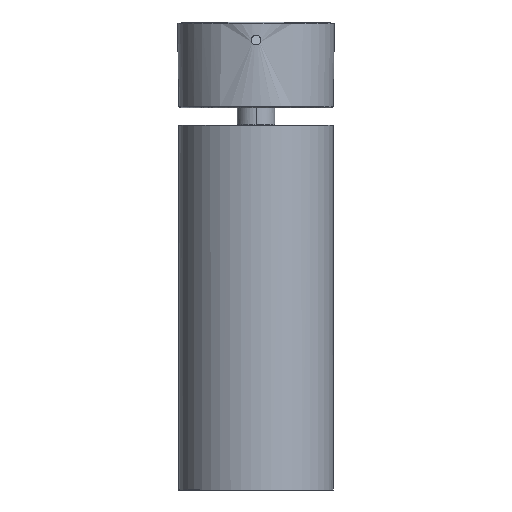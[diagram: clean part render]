
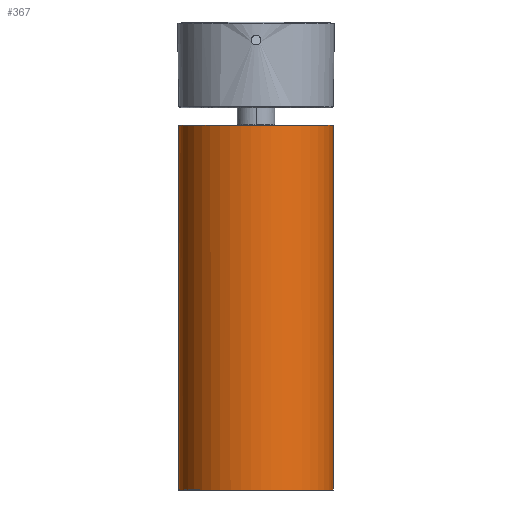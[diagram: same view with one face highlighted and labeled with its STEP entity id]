
A CAD part, front view. The second image highlights one B-rep face of the part: STEP entity #367.
In plain terms, the highlighted free-form (B-spline) face has degree [2, 1] with [5, 2] control points.
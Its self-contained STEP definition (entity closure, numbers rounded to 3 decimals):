
#17=(
BOUNDED_SURFACE()
B_SPLINE_SURFACE(2,1,((#3109,#3110),(#3111,#3112),(#3113,#3114),(#3115,
#3116),(#3117,#3118)),.UNSPECIFIED.,.F.,.F.,.F.)
B_SPLINE_SURFACE_WITH_KNOTS((3,2,3),(2,2),(86.394,129.591,
172.788),(0.,157.219),.UNSPECIFIED.)
GEOMETRIC_REPRESENTATION_ITEM()
RATIONAL_B_SPLINE_SURFACE(((1.,1.),(0.707,0.707),
(1.,1.),(0.707,0.707),(1.,1.)))
REPRESENTATION_ITEM('')
SURFACE()
);
#367=ADVANCED_FACE('',(#434),#17,.T.);
#434=FACE_OUTER_BOUND('',#482,.T.);
#482=EDGE_LOOP('',(#632,#633,#634,#635));
#632=ORIENTED_EDGE('',*,*,#1132,.T.);
#633=ORIENTED_EDGE('',*,*,#1140,.T.);
#634=ORIENTED_EDGE('',*,*,#1135,.T.);
#635=ORIENTED_EDGE('',*,*,#1141,.F.);
#1132=EDGE_CURVE('',#2110,#2109,#1847,.T.);
#1135=EDGE_CURVE('',#2113,#2118,#1849,.T.);
#1140=EDGE_CURVE('',#2109,#2113,#1577,.T.);
#1141=EDGE_CURVE('',#2110,#2118,#1578,.T.);
#1577=B_SPLINE_CURVE_WITH_KNOTS('',1,(#3167,#3168),.UNSPECIFIED.,.F.,.F.,
(2,2),(13.61,143.61),.UNSPECIFIED.);
#1578=B_SPLINE_CURVE_WITH_KNOTS('',1,(#3169,#3170),.UNSPECIFIED.,.F.,.F.,
(2,2),(13.61,143.61),.UNSPECIFIED.);
#1847=(
BOUNDED_CURVE()
B_SPLINE_CURVE(2,(#3134,#3135,#3136,#3137,#3138),.UNSPECIFIED.,.F.,.F.)
B_SPLINE_CURVE_WITH_KNOTS((3,2,3),(86.394,129.591,172.788),
 .UNSPECIFIED.)
CURVE()
GEOMETRIC_REPRESENTATION_ITEM()
RATIONAL_B_SPLINE_CURVE((1.,0.707,1.,0.707,1.))
REPRESENTATION_ITEM('')
);
#1849=(
BOUNDED_CURVE()
B_SPLINE_CURVE(2,(#3146,#3147,#3148,#3149,#3150),.UNSPECIFIED.,.F.,.F.)
B_SPLINE_CURVE_WITH_KNOTS((3,2,3),(34.769,77.966,121.163),
 .UNSPECIFIED.)
CURVE()
GEOMETRIC_REPRESENTATION_ITEM()
RATIONAL_B_SPLINE_CURVE((1.,0.707,1.,0.707,1.))
REPRESENTATION_ITEM('')
);
#2109=VERTEX_POINT('',#3119);
#2110=VERTEX_POINT('',#3120);
#2113=VERTEX_POINT('',#3123);
#2118=VERTEX_POINT('',#3128);
#3109=CARTESIAN_POINT('',(-27.495,-0.035,-7.414));
#3110=CARTESIAN_POINT('',(-27.495,-0.035,149.806));
#3111=CARTESIAN_POINT('',(-27.495,-27.535,-7.414));
#3112=CARTESIAN_POINT('',(-27.495,-27.535,149.806));
#3113=CARTESIAN_POINT('',(0.005,-27.535,-7.414));
#3114=CARTESIAN_POINT('',(0.005,-27.535,149.806));
#3115=CARTESIAN_POINT('',(27.505,-27.535,-7.414));
#3116=CARTESIAN_POINT('',(27.505,-27.535,149.806));
#3117=CARTESIAN_POINT('',(27.505,-0.035,-7.414));
#3118=CARTESIAN_POINT('',(27.505,-0.035,149.806));
#3119=CARTESIAN_POINT('',(27.505,-0.035,6.196));
#3120=CARTESIAN_POINT('',(-27.495,-0.035,6.196));
#3123=CARTESIAN_POINT('',(27.505,-0.035,136.196));
#3128=CARTESIAN_POINT('',(-27.495,-0.035,136.196));
#3134=CARTESIAN_POINT('',(-27.495,-0.035,6.196));
#3135=CARTESIAN_POINT('',(-27.495,-27.535,6.196));
#3136=CARTESIAN_POINT('',(0.005,-27.535,6.196));
#3137=CARTESIAN_POINT('',(27.505,-27.535,6.196));
#3138=CARTESIAN_POINT('',(27.505,-0.035,6.196));
#3146=CARTESIAN_POINT('',(27.505,-0.035,136.196));
#3147=CARTESIAN_POINT('',(27.505,-27.535,136.196));
#3148=CARTESIAN_POINT('',(0.005,-27.535,136.196));
#3149=CARTESIAN_POINT('',(-27.495,-27.535,136.196));
#3150=CARTESIAN_POINT('',(-27.495,-0.035,136.196));
#3167=CARTESIAN_POINT('',(27.505,-0.035,6.196));
#3168=CARTESIAN_POINT('',(27.505,-0.035,136.196));
#3169=CARTESIAN_POINT('',(-27.495,-0.035,6.196));
#3170=CARTESIAN_POINT('',(-27.495,-0.035,136.196));
